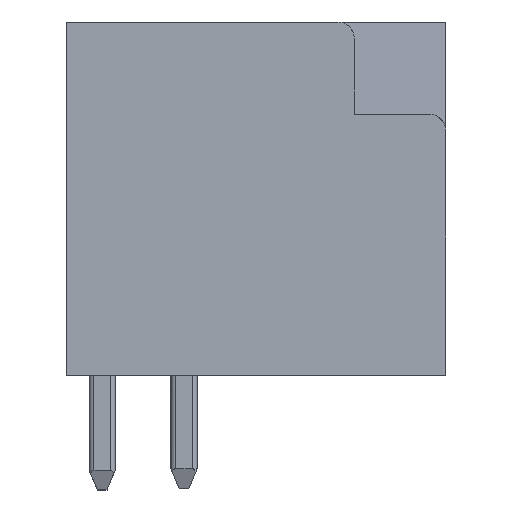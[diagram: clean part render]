
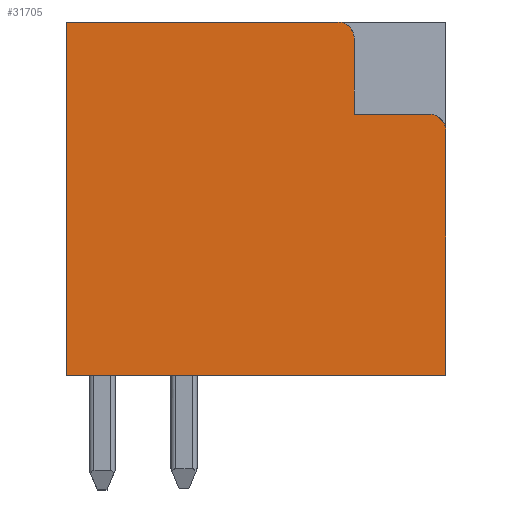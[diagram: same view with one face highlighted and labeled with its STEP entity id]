
A CAD part, left-side view. The second image highlights one B-rep face of the part: STEP entity #31705.
In plain terms, the highlighted planar face has unit normal (-1, 0, 0).
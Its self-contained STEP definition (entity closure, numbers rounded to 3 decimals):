
#795=CIRCLE('',#33816,0.5);
#796=CIRCLE('',#33817,0.5);
#7610=ORIENTED_EDGE('',*,*,#12984,.F.);
#7611=ORIENTED_EDGE('',*,*,#13548,.T.);
#7612=ORIENTED_EDGE('',*,*,#13549,.T.);
#7613=ORIENTED_EDGE('',*,*,#13550,.T.);
#7614=ORIENTED_EDGE('',*,*,#13551,.T.);
#7615=ORIENTED_EDGE('',*,*,#12435,.F.);
#7616=ORIENTED_EDGE('',*,*,#13096,.F.);
#7617=ORIENTED_EDGE('',*,*,#13552,.T.);
#12435=EDGE_CURVE('',#16307,#16308,#19513,.T.);
#12984=EDGE_CURVE('',#16668,#16669,#20028,.T.);
#13096=EDGE_CURVE('',#16758,#16307,#20140,.T.);
#13548=EDGE_CURVE('',#16668,#16969,#795,.F.);
#13549=EDGE_CURVE('',#16969,#16970,#20585,.T.);
#13550=EDGE_CURVE('',#16970,#16971,#20586,.T.);
#13551=EDGE_CURVE('',#16971,#16308,#796,.F.);
#13552=EDGE_CURVE('',#16758,#16669,#20587,.T.);
#16307=VERTEX_POINT('',#47486);
#16308=VERTEX_POINT('',#47488);
#16668=VERTEX_POINT('',#48668);
#16669=VERTEX_POINT('',#48670);
#16758=VERTEX_POINT('',#48879);
#16969=VERTEX_POINT('',#49806);
#16970=VERTEX_POINT('',#49808);
#16971=VERTEX_POINT('',#49810);
#19513=LINE('',#47487,#23447);
#20028=LINE('',#48669,#23962);
#20140=LINE('',#48880,#24074);
#20585=LINE('',#49807,#24519);
#20586=LINE('',#49809,#24520);
#20587=LINE('',#49812,#24521);
#23447=VECTOR('',#38495,1000.);
#23962=VECTOR('',#39366,1000.);
#24074=VECTOR('',#39496,1000.);
#24519=VECTOR('',#40451,1000.);
#24520=VECTOR('',#40452,1000.);
#24521=VECTOR('',#40455,1000.);
#26879=EDGE_LOOP('',(#7610,#7611,#7612,#7613,#7614,#7615,#7616,#7617));
#28684=FACE_BOUND('',#26879,.T.);
#30117=PLANE('',#33815);
#31705=ADVANCED_FACE('',(#28684),#30117,.F.);
#33815=AXIS2_PLACEMENT_3D('',#49804,#40447,#40448);
#33816=AXIS2_PLACEMENT_3D('',#49805,#40449,#40450);
#33817=AXIS2_PLACEMENT_3D('',#49811,#40453,#40454);
#38495=DIRECTION('',(0.,-1.,0.));
#39366=DIRECTION('',(0.,0.,-1.));
#39496=DIRECTION('',(0.,0.,1.));
#40447=DIRECTION('',(1.,0.,0.));
#40448=DIRECTION('',(0.,0.,-1.));
#40449=DIRECTION('',(1.,0.,0.));
#40450=DIRECTION('',(0.,0.,-1.));
#40451=DIRECTION('',(0.,1.,0.));
#40452=DIRECTION('',(0.,0.,1.));
#40453=DIRECTION('',(1.,0.,0.));
#40454=DIRECTION('',(0.,0.,-1.));
#40455=DIRECTION('',(0.,-1.,0.));
#47486=CARTESIAN_POINT('',(-21.,11.6,10.8));
#47487=CARTESIAN_POINT('',(-21.,11.6,10.8));
#47488=CARTESIAN_POINT('',(-21.,3.3,10.8));
#48668=CARTESIAN_POINT('',(-21.,0.,7.48));
#48669=CARTESIAN_POINT('',(-21.,0.,10.8));
#48670=CARTESIAN_POINT('',(-21.,0.,0.));
#48879=CARTESIAN_POINT('',(-21.,11.6,0.));
#48880=CARTESIAN_POINT('',(-21.,11.6,0.303));
#49804=CARTESIAN_POINT('',(-21.,0.,0.));
#49805=CARTESIAN_POINT('',(-21.,0.5,7.48));
#49806=CARTESIAN_POINT('',(-21.,0.5,7.98));
#49807=CARTESIAN_POINT('',(-21.,0.,7.98));
#49808=CARTESIAN_POINT('',(-21.,2.8,7.98));
#49809=CARTESIAN_POINT('',(-21.,2.8,7.98));
#49810=CARTESIAN_POINT('',(-21.,2.8,10.3));
#49811=CARTESIAN_POINT('',(-21.,3.3,10.3));
#49812=CARTESIAN_POINT('',(-21.,11.6,0.));
